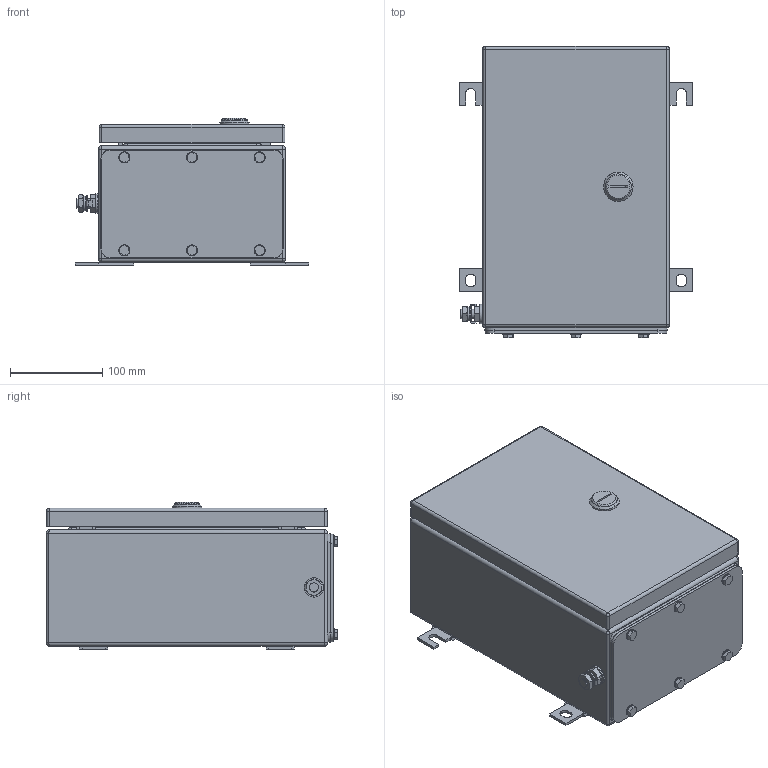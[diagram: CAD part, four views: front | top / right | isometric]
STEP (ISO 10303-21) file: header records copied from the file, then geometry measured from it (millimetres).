
FILE_DESCRIPTION(('CATIA V5 STEP Exchange','CAx-IF Rec.Pracs.--- Model Styling and Organization---1.4--- 2014-01-23'),'2;1');
FILE_NAME ('1530530-3_0_8000109885_8000109885_KTB_QL_302015_S4E1_LD.stp','2023-05-02T10:43:38+00:00',('none'),('Weidmueller'),'CATIA Version 5-6 Release 2016 SP3 HF44','CATIA V5 STEP AP214','none');
FILE_SCHEMA(('AUTOMOTIVE_DESIGN { 1 0 10303 214 1 1 1 1 }'));
Length unit declared in the file: millimetre
Products named in the file (1): 8000109885_KTB_QL_302015_S4E1_LD
Bounding box: 254 x 317 x 159.8 mm (x, y, z)
Volume: 659623.7 mm3; surface area: 756011.4 mm2
Topology: 57 solids, 58 shells, 1218 faces, 2904 edges, 1827 vertices
Faces by surface type: cylinder 535, plane 519, cone 116, bspline 24, torus 16, sphere 8
Entity records: 38806 total; most frequent: CARTESIAN_POINT 11851, ORIENTED_EDGE 5692, DIRECTION 4773, EDGE_CURVE 2846, AXIS2_PLACEMENT_3D 2021, VERTEX_POINT 1827, VECTOR 1566, LINE 1566
